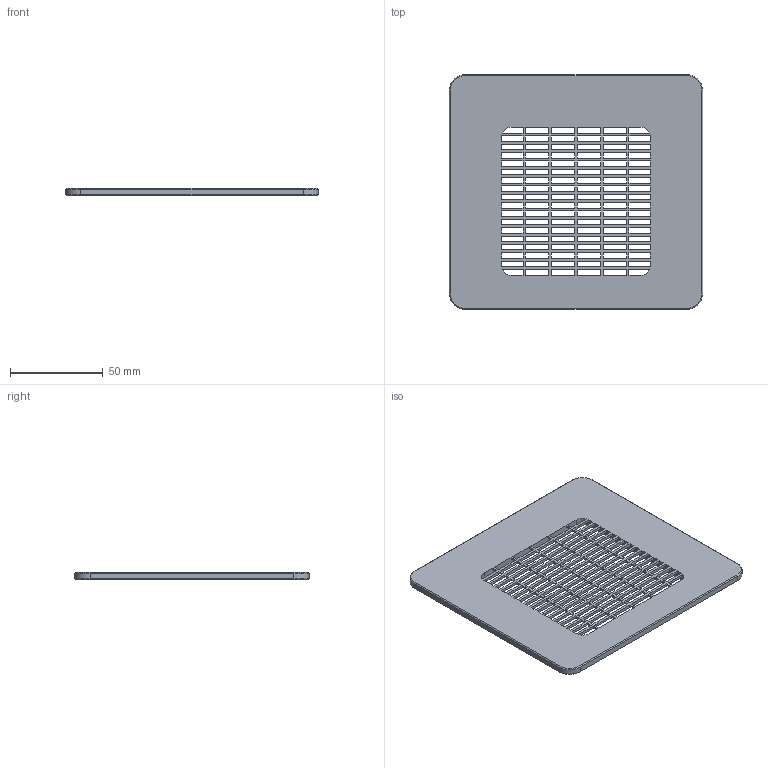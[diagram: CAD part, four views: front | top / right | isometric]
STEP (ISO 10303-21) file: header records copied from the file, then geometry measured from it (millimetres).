
FILE_DESCRIPTION(('FreeCAD Model'),'2;1');
FILE_NAME('Open CASCADE Shape Model','2023-11-25T15:46:26',(''),(''), 'Open CASCADE STEP processor 7.6','FreeCAD','Unknown');
FILE_SCHEMA(('AUTOMOTIVE_DESIGN { 1 0 10303 214 1 1 1 1 }'));
Length unit declared in the file: millimetre
Products named in the file (1): InnerCage
Bounding box: 136.6 x 126.6 x 4 mm (x, y, z)
Volume: 46295.2 mm3; surface area: 34017.6 mm2
Topology: 1 solids, 1 shells, 363 faces, 1376 edges, 912 vertices
Faces by surface type: plane 343, cylinder 12, cone 8
Full cylindrical faces by diameter (mm): 6.2 x4
Entity records: 32604 total; most frequent: CARTESIAN_POINT 5524, DIRECTION 4876, LINE 4056, VECTOR 4056, ORIENTED_EDGE 2752, PCURVE 2752, DEFINITIONAL_REPRESENTATION 2752, EDGE_CURVE 1376
